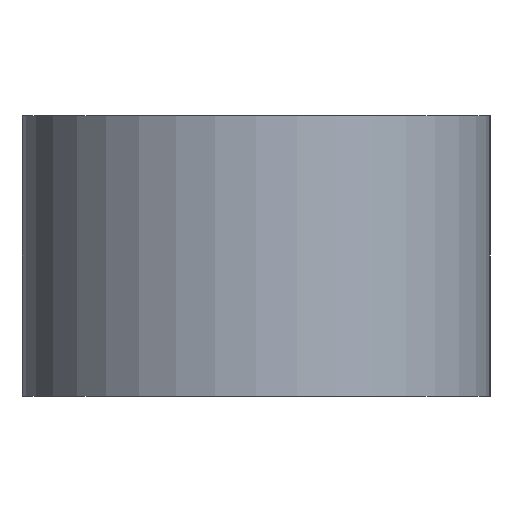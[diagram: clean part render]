
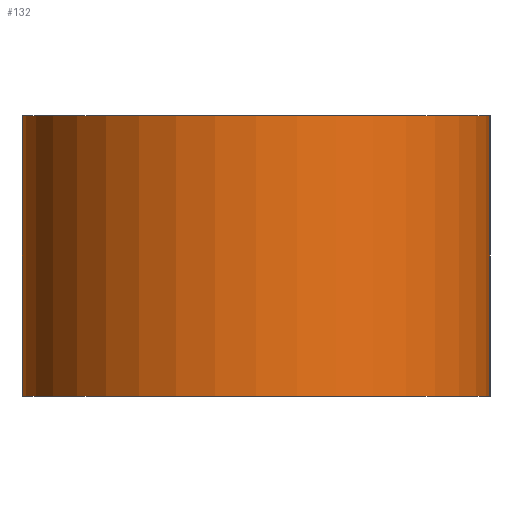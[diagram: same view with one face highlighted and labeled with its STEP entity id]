
A CAD part, left-side view. The second image highlights one B-rep face of the part: STEP entity #132.
In plain terms, the highlighted cylindrical face has radius 2.5 mm (diameter 5 mm), a partial arc.
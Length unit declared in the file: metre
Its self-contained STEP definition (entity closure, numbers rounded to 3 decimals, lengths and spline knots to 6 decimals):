
#16=LINE('',#216,#24);
#17=LINE('',#220,#25);
#24=VECTOR('',#175,1.);
#25=VECTOR('',#178,1.);
#32=ORIENTED_EDGE('',*,*,#64,.T.);
#33=ORIENTED_EDGE('',*,*,#65,.F.);
#34=ORIENTED_EDGE('',*,*,#66,.F.);
#35=ORIENTED_EDGE('',*,*,#67,.T.);
#64=EDGE_CURVE('',#80,#81,#92,.T.);
#65=EDGE_CURVE('',#82,#81,#16,.T.);
#66=EDGE_CURVE('',#83,#82,#93,.T.);
#67=EDGE_CURVE('',#83,#80,#17,.T.);
#80=VERTEX_POINT('',#214);
#81=VERTEX_POINT('',#215);
#82=VERTEX_POINT('',#217);
#83=VERTEX_POINT('',#219);
#92=CIRCLE('',#154,0.0025);
#93=CIRCLE('',#155,0.0025);
#100=EDGE_LOOP('',(#32,#33,#34,#35));
#114=FACE_BOUND('',#100,.T.);
#128=CYLINDRICAL_SURFACE('',#153,0.0025);
#132=ADVANCED_FACE('',(#114),#128,.T.);
#153=AXIS2_PLACEMENT_3D('',#212,#171,#172);
#154=AXIS2_PLACEMENT_3D('',#213,#173,#174);
#155=AXIS2_PLACEMENT_3D('',#218,#176,#177);
#171=DIRECTION('',(0.,0.,-1.));
#172=DIRECTION('',(-1.,0.,0.));
#173=DIRECTION('',(0.,0.,1.));
#174=DIRECTION('',(1.,0.,0.));
#175=DIRECTION('',(0.,0.,-1.));
#176=DIRECTION('',(0.,0.,1.));
#177=DIRECTION('',(1.,0.,0.));
#178=DIRECTION('',(0.,0.,-1.));
#212=CARTESIAN_POINT('',(0.,0.,0.0015));
#213=CARTESIAN_POINT('',(0.,0.,-0.0015));
#214=CARTESIAN_POINT('',(0.,0.0025,-0.0015));
#215=CARTESIAN_POINT('',(0.,-0.0025,-0.0015));
#216=CARTESIAN_POINT('',(0.,-0.0025,0.0015));
#217=CARTESIAN_POINT('',(0.,-0.0025,0.0015));
#218=CARTESIAN_POINT('',(0.,0.,0.0015));
#219=CARTESIAN_POINT('',(0.,0.0025,0.0015));
#220=CARTESIAN_POINT('',(0.,0.0025,0.0015));
